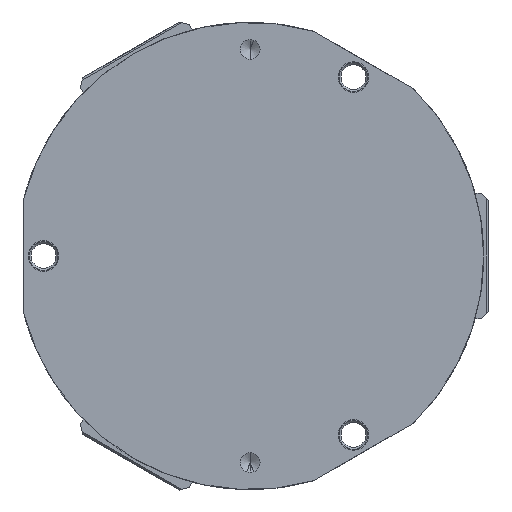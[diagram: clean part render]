
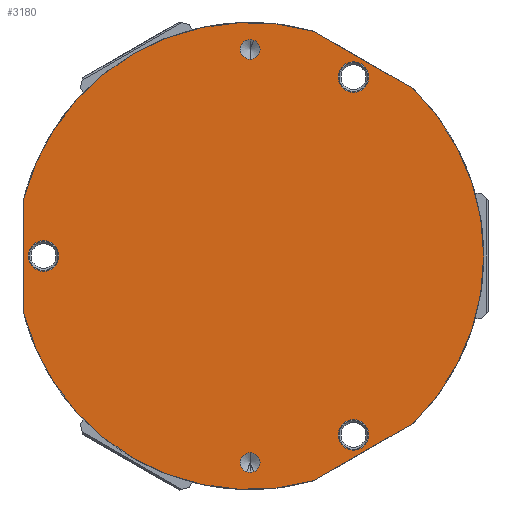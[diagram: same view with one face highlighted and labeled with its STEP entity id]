
A CAD part, front view. The second image highlights one B-rep face of the part: STEP entity #3180.
In plain terms, the highlighted planar face has unit normal (0, -1, 0).
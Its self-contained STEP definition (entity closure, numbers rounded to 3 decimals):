
#2558 = EDGE_CURVE( '', #3380, #4376, #7395, .T. );
#2808 = EDGE_CURVE( '', #4768, #6362, #7670, .T. );
#2940 = EDGE_CURVE( '', #6640, #6214, #7815, .T. );
#2968 = EDGE_CURVE( '', #5768, #7160, #7845, .T. );
#3180 = ADVANCED_FACE( '', ( #8078, #8079, #8080, #8081, #8082, #8083 ), #8084, .F. );
#3380 = VERTEX_POINT( '', #8306 );
#3788 = EDGE_CURVE( '', #6946, #4238, #8769, .T. );
#4030 = EDGE_CURVE( '', #5644, #5968, #9037, .T. );
#4118 = EDGE_CURVE( '', #6214, #5156, #9134, .T. );
#4148 = EDGE_CURVE( '', #6616, #7050, #9165, .T. );
#4238 = VERTEX_POINT( '', #9268 );
#4352 = EDGE_CURVE( '', #5968, #5644, #9396, .T. );
#4376 = VERTEX_POINT( '', #9424 );
#4442 = EDGE_CURVE( '', #4238, #6946, #9500, .T. );
#4768 = VERTEX_POINT( '', #9863 );
#5044 = EDGE_CURVE( '', #6280, #3380, #10162, .T. );
#5156 = VERTEX_POINT( '', #10286 );
#5308 = EDGE_CURVE( '', #7050, #6616, #10451, .T. );
#5394 = EDGE_CURVE( '', #7160, #5768, #10542, .T. );
#5484 = EDGE_CURVE( '', #6362, #4768, #10644, .T. );
#5512 = EDGE_CURVE( '', #4376, #6640, #10678, .T. );
#5644 = VERTEX_POINT( '', #10824 );
#5768 = VERTEX_POINT( '', #10960 );
#5968 = VERTEX_POINT( '', #11179 );
#6214 = VERTEX_POINT( '', #11454 );
#6280 = VERTEX_POINT( '', #11529 );
#6362 = VERTEX_POINT( '', #11616 );
#6616 = VERTEX_POINT( '', #11909 );
#6640 = VERTEX_POINT( '', #11934 );
#6946 = VERTEX_POINT( '', #12269 );
#7050 = VERTEX_POINT( '', #12383 );
#7064 = EDGE_CURVE( '', #5156, #6280, #12399, .T. );
#7160 = VERTEX_POINT( '', #12505 );
#7395 = LINE( '', #12795, #12796 );
#7670 = CIRCLE( '', #13239, 5.5 );
#7815 = LINE( '', #13468, #13469 );
#7845 = CIRCLE( '', #13511, 8.5 );
#8078 = FACE_OUTER_BOUND( '', #13866, .T. );
#8079 = FACE_BOUND( '', #13867, .T. );
#8080 = FACE_BOUND( '', #13868, .T. );
#8081 = FACE_BOUND( '', #13869, .T. );
#8082 = FACE_BOUND( '', #13870, .T. );
#8083 = FACE_BOUND( '', #13871, .T. );
#8084 = PLANE( '', #13872 );
#8306 = CARTESIAN_POINT( '', ( -125.99, 0., -31.999 ) );
#8769 = CIRCLE( '', #14866, 5.5 );
#9037 = CIRCLE( '', #15246, 8.5 );
#9134 = CIRCLE( '', #15419, 129.99 );
#9165 = CIRCLE( '', #15466, 8.5 );
#9268 = CARTESIAN_POINT( '', ( -5.5, 0., 115. ) );
#9396 = CIRCLE( '', #15775, 8.5 );
#9424 = CARTESIAN_POINT( '', ( -125.99, 0., 31.999 ) );
#9500 = CIRCLE( '', #15910, 5.5 );
#9863 = CARTESIAN_POINT( '', ( -5.5, 0., -115. ) );
#10162 = CIRCLE( '', #16861, 129.99 );
#10286 = CARTESIAN_POINT( '', ( 90.707, 0., -93.111 ) );
#10451 = CIRCLE( '', #17290, 8.5 );
#10542 = CIRCLE( '', #17446, 8.5 );
#10644 = CIRCLE( '', #17593, 5.5 );
#10678 = CIRCLE( '', #17637, 129.99 );
#10824 = CARTESIAN_POINT( '', ( -123.5, 0., 0. ) );
#10960 = CARTESIAN_POINT( '', ( 49., 0., 99.593 ) );
#11179 = CARTESIAN_POINT( '', ( -106.5, 0., 0. ) );
#11454 = CARTESIAN_POINT( '', ( 90.707, 0., 93.111 ) );
#11529 = CARTESIAN_POINT( '', ( 35.283, 0., -125.11 ) );
#11616 = CARTESIAN_POINT( '', ( 5.5, 0., -115. ) );
#11909 = CARTESIAN_POINT( '', ( 66., 0., -99.593 ) );
#11934 = CARTESIAN_POINT( '', ( 35.283, 0., 125.11 ) );
#12269 = CARTESIAN_POINT( '', ( 5.5, 0., 115. ) );
#12383 = CARTESIAN_POINT( '', ( 49., 0., -99.593 ) );
#12399 = LINE( '', #20143, #20144 );
#12505 = CARTESIAN_POINT( '', ( 66., 0., 99.593 ) );
#12795 = CARTESIAN_POINT( '', ( -125.99, 0., -31.999 ) );
#12796 = VECTOR( '', #20596, 1. );
#13239 = AXIS2_PLACEMENT_3D( '', #20913, #20914, #20915 );
#13468 = CARTESIAN_POINT( '', ( 35.283, 0., 125.11 ) );
#13469 = VECTOR( '', #21070, 1. );
#13511 = AXIS2_PLACEMENT_3D( '', #21100, #21101, #21102 );
#13866 = EDGE_LOOP( '', ( #21383, #21384, #21385, #21386, #21387, #21388 ) );
#13867 = EDGE_LOOP( '', ( #21389, #21390 ) );
#13868 = EDGE_LOOP( '', ( #21391, #21392 ) );
#13869 = EDGE_LOOP( '', ( #21393, #21394 ) );
#13870 = EDGE_LOOP( '', ( #21395, #21396 ) );
#13871 = EDGE_LOOP( '', ( #21397, #21398 ) );
#13872 = AXIS2_PLACEMENT_3D( '', #21399, #21400, #21401 );
#14866 = AXIS2_PLACEMENT_3D( '', #22245, #22246, #22247 );
#15246 = AXIS2_PLACEMENT_3D( '', #22539, #22540, #22541 );
#15419 = AXIS2_PLACEMENT_3D( '', #22633, #22634, #22635 );
#15466 = AXIS2_PLACEMENT_3D( '', #22664, #22665, #22666 );
#15775 = AXIS2_PLACEMENT_3D( '', #22953, #22954, #22955 );
#15910 = AXIS2_PLACEMENT_3D( '', #23085, #23086, #23087 );
#16861 = AXIS2_PLACEMENT_3D( '', #23782, #23783, #23784 );
#17290 = AXIS2_PLACEMENT_3D( '', #24115, #24116, #24117 );
#17446 = AXIS2_PLACEMENT_3D( '', #24180, #24181, #24182 );
#17593 = AXIS2_PLACEMENT_3D( '', #24304, #24305, #24306 );
#17637 = AXIS2_PLACEMENT_3D( '', #24356, #24357, #24358 );
#20143 = CARTESIAN_POINT( '', ( 90.707, 0., -93.111 ) );
#20144 = VECTOR( '', #26259, 1. );
#20596 = DIRECTION( '', ( 0., 0., 1. ) );
#20913 = CARTESIAN_POINT( '', ( 0., 0., -115. ) );
#20914 = DIRECTION( '', ( 0., 1., 0. ) );
#20915 = DIRECTION( '', ( 1., 0., 0. ) );
#21070 = DIRECTION( '', ( 0.866, 0., -0.5 ) );
#21100 = CARTESIAN_POINT( '', ( 57.5, 0., 99.593 ) );
#21101 = DIRECTION( '', ( 0., 1., 0. ) );
#21102 = DIRECTION( '', ( 1., 0., 0. ) );
#21383 = ORIENTED_EDGE( '', *, *, #5512, .F. );
#21384 = ORIENTED_EDGE( '', *, *, #2558, .F. );
#21385 = ORIENTED_EDGE( '', *, *, #5044, .F. );
#21386 = ORIENTED_EDGE( '', *, *, #7064, .F. );
#21387 = ORIENTED_EDGE( '', *, *, #4118, .F. );
#21388 = ORIENTED_EDGE( '', *, *, #2940, .F. );
#21389 = ORIENTED_EDGE( '', *, *, #5394, .T. );
#21390 = ORIENTED_EDGE( '', *, *, #2968, .T. );
#21391 = ORIENTED_EDGE( '', *, *, #4148, .T. );
#21392 = ORIENTED_EDGE( '', *, *, #5308, .T. );
#21393 = ORIENTED_EDGE( '', *, *, #3788, .T. );
#21394 = ORIENTED_EDGE( '', *, *, #4442, .T. );
#21395 = ORIENTED_EDGE( '', *, *, #5484, .T. );
#21396 = ORIENTED_EDGE( '', *, *, #2808, .T. );
#21397 = ORIENTED_EDGE( '', *, *, #4352, .T. );
#21398 = ORIENTED_EDGE( '', *, *, #4030, .T. );
#21399 = CARTESIAN_POINT( '', ( 0., 0., 0. ) );
#21400 = DIRECTION( '', ( 0., 1., 0. ) );
#21401 = DIRECTION( '', ( 0., 0., 1. ) );
#22245 = CARTESIAN_POINT( '', ( 0., 0., 115. ) );
#22246 = DIRECTION( '', ( 0., 1., 0. ) );
#22247 = DIRECTION( '', ( 1., 0., 0. ) );
#22539 = CARTESIAN_POINT( '', ( -115., 0., 0. ) );
#22540 = DIRECTION( '', ( 0., 1., 0. ) );
#22541 = DIRECTION( '', ( 1., 0., 0. ) );
#22633 = CARTESIAN_POINT( '', ( 0., 0., 0. ) );
#22634 = DIRECTION( '', ( 0., 1., 0. ) );
#22635 = DIRECTION( '', ( 0.698, 0., 0.716 ) );
#22664 = CARTESIAN_POINT( '', ( 57.5, 0., -99.593 ) );
#22665 = DIRECTION( '', ( 0., 1., 0. ) );
#22666 = DIRECTION( '', ( 1., 0., 0. ) );
#22953 = CARTESIAN_POINT( '', ( -115., 0., 0. ) );
#22954 = DIRECTION( '', ( 0., 1., 0. ) );
#22955 = DIRECTION( '', ( 1., 0., 0. ) );
#23085 = CARTESIAN_POINT( '', ( 0., 0., 115. ) );
#23086 = DIRECTION( '', ( 0., 1., 0. ) );
#23087 = DIRECTION( '', ( 1., 0., 0. ) );
#23782 = CARTESIAN_POINT( '', ( 0., 0., 0. ) );
#23783 = DIRECTION( '', ( 0., 1., 0. ) );
#23784 = DIRECTION( '', ( 0.271, 0., -0.962 ) );
#24115 = CARTESIAN_POINT( '', ( 57.5, 0., -99.593 ) );
#24116 = DIRECTION( '', ( 0., 1., 0. ) );
#24117 = DIRECTION( '', ( 1., 0., 0. ) );
#24180 = CARTESIAN_POINT( '', ( 57.5, 0., 99.593 ) );
#24181 = DIRECTION( '', ( 0., 1., 0. ) );
#24182 = DIRECTION( '', ( 1., 0., 0. ) );
#24304 = CARTESIAN_POINT( '', ( 0., 0., -115. ) );
#24305 = DIRECTION( '', ( 0., 1., 0. ) );
#24306 = DIRECTION( '', ( 1., 0., 0. ) );
#24356 = CARTESIAN_POINT( '', ( 0., 0., 0. ) );
#24357 = DIRECTION( '', ( 0., 1., 0. ) );
#24358 = DIRECTION( '', ( -0.969, 0., 0.246 ) );
#26259 = DIRECTION( '', ( -0.866, 0., -0.5 ) );
